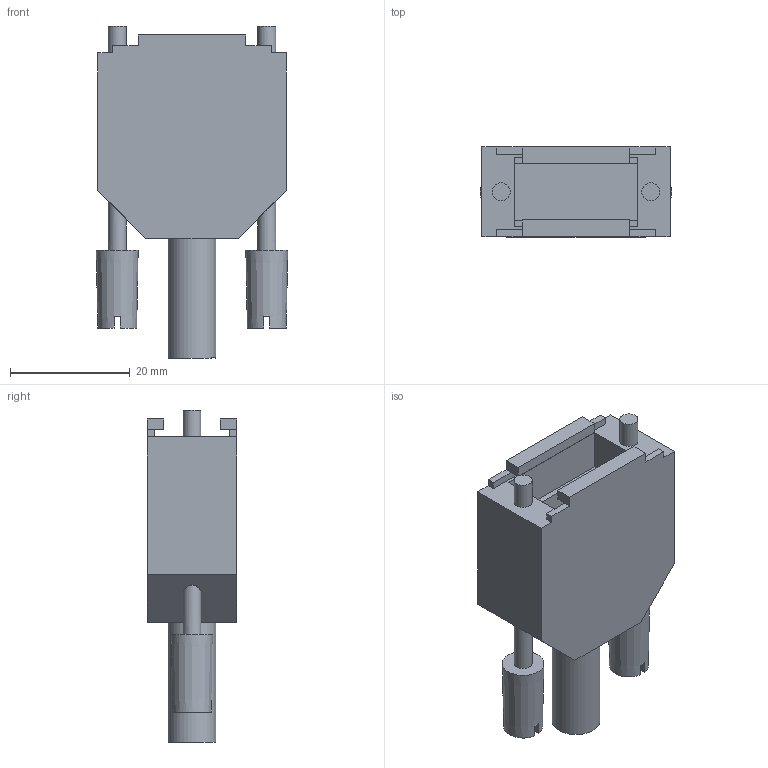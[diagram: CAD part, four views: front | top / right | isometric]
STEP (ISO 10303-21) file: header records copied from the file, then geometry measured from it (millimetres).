
FILE_DESCRIPTION(/* description */ (''),/* implementation_level */ '2;1');
FILE_NAME(/* name */ '100685071ugm000_a.stp',/* time_stamp */ '2016-08-15T03:27:36+02:00',/* author */ (''),/* organization */ (''),/* preprocessor_version */ 'ST-DEVELOPER v16',/* originating_system */ 'SIEMENS PLM Software NX 10.0',/* authorisation */ '');
FILE_SCHEMA (('AUTOMOTIVE_DESIGN { 1 0 10303 214 3 1 1 1 }'));
Length unit declared in the file: millimetre
Products named in the file (1): 100685071ugm000_a
Bounding box: 32 x 15 x 55.5 mm (x, y, z)
Volume: 11838.5 mm3; surface area: 6601.9 mm2
Topology: 1 solids, 1 shells, 59 faces, 143 edges, 94 vertices
Faces by surface type: plane 52, cylinder 5, cone 2
Full cylindrical faces by diameter (mm): 3 x4, 8 x1
Entity records: 1860 total; most frequent: CARTESIAN_POINT 306, ORIENTED_EDGE 272, DIRECTION 270, EDGE_CURVE 136, LINE 106, VECTOR 106, VERTEX_POINT 94, AXIS2_PLACEMENT_3D 82
